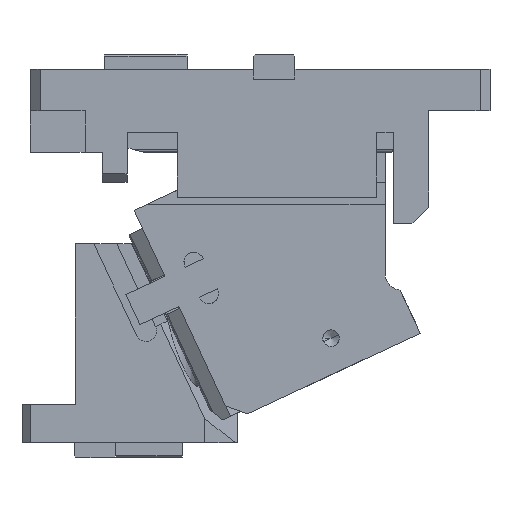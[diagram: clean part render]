
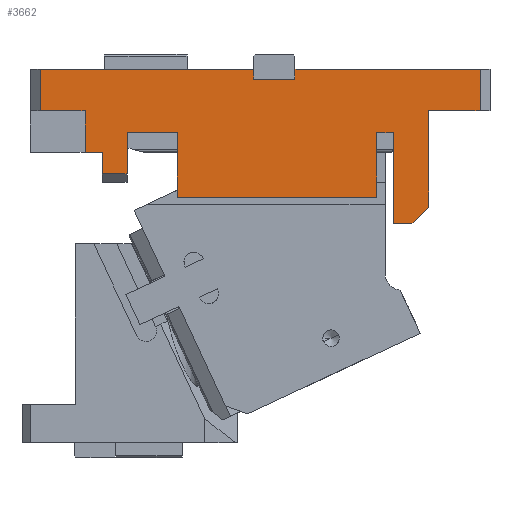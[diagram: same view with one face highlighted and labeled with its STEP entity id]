
A CAD part, front view. The second image highlights one B-rep face of the part: STEP entity #3662.
In plain terms, the highlighted planar face has unit normal (0, -1, 0).
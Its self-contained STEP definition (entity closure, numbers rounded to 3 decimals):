
#237=CARTESIAN_POINT('Vertex',(-229.,-42.5,159.05)) ;
#240=CARTESIAN_POINT('Line Origine',(-164.75,-42.5,159.05)) ;
#244=CARTESIAN_POINT('Vertex',(-100.5,-42.5,159.05)) ;
#1646=CARTESIAN_POINT('Vertex',(-229.,-42.5,134.05)) ;
#1649=CARTESIAN_POINT('Line Origine',(-229.,-42.5,146.55)) ;
#1980=CARTESIAN_POINT('Vertex',(-16.186,-42.5,66.05)) ;
#1983=CARTESIAN_POINT('Line Origine',(-16.186,-42.5,93.507)) ;
#1987=CARTESIAN_POINT('Vertex',(-16.186,-42.5,120.964)) ;
#2027=CARTESIAN_POINT('Vertex',(-5.,-42.5,66.05)) ;
#2030=CARTESIAN_POINT('Line Origine',(-10.593,-42.5,66.05)) ;
#2058=CARTESIAN_POINT('Vertex',(5.,-42.5,76.05)) ;
#2061=CARTESIAN_POINT('Line Origine',(0.,-42.5,71.05)) ;
#2082=CARTESIAN_POINT('Vertex',(5.,-42.5,134.05)) ;
#2087=CARTESIAN_POINT('Line Origine',(5.,-42.5,105.05)) ;
#2148=CARTESIAN_POINT('Vertex',(-75.5,-42.5,153.05)) ;
#2151=CARTESIAN_POINT('Line Origine',(-75.5,-42.5,156.05)) ;
#2155=CARTESIAN_POINT('Vertex',(-75.5,-42.5,159.05)) ;
#2184=CARTESIAN_POINT('Line Origine',(-100.5,-42.5,156.05)) ;
#2188=CARTESIAN_POINT('Vertex',(-100.5,-42.5,153.05)) ;
#2208=CARTESIAN_POINT('Line Origine',(-88.,-42.5,153.05)) ;
#2855=CARTESIAN_POINT('Line Origine',(-19.75,-42.5,159.05)) ;
#2859=CARTESIAN_POINT('Vertex',(36.,-42.5,159.05)) ;
#3026=CARTESIAN_POINT('Vertex',(36.,-42.5,134.05)) ;
#3029=CARTESIAN_POINT('Line Origine',(20.5,-42.5,134.05)) ;
#3103=CARTESIAN_POINT('Line Origine',(36.,-42.5,146.55)) ;
#3164=CARTESIAN_POINT('Vertex',(-176.686,-42.5,95.964)) ;
#3167=CARTESIAN_POINT('Line Origine',(-184.186,-42.5,95.964)) ;
#3171=CARTESIAN_POINT('Vertex',(-191.686,-42.5,95.964)) ;
#3457=CARTESIAN_POINT('Vertex',(-202.,-42.5,108.964)) ;
#3476=CARTESIAN_POINT('Vertex',(-191.686,-42.5,108.964)) ;
#3479=CARTESIAN_POINT('Line Origine',(-196.843,-42.5,108.964)) ;
#3504=CARTESIAN_POINT('Line Origine',(-191.686,-42.5,102.464)) ;
#3563=CARTESIAN_POINT('Vertex',(-176.686,-42.5,120.964)) ;
#3568=CARTESIAN_POINT('Line Origine',(-176.686,-42.5,108.464)) ;
#3587=CARTESIAN_POINT('Axis2P3D Location',(14.24,-42.5,25.57)) ;
#3592=CARTESIAN_POINT('Line Origine',(-161.531,-42.5,120.964)) ;
#3596=CARTESIAN_POINT('Vertex',(-146.376,-42.5,120.964)) ;
#3599=CARTESIAN_POINT('Line Origine',(-146.376,-42.5,101.464)) ;
#3603=CARTESIAN_POINT('Vertex',(-146.376,-42.5,81.964)) ;
#3606=CARTESIAN_POINT('Line Origine',(-86.376,-42.5,81.964)) ;
#3610=CARTESIAN_POINT('Vertex',(-26.376,-42.5,81.964)) ;
#3613=CARTESIAN_POINT('Line Origine',(-26.376,-42.5,101.464)) ;
#3617=CARTESIAN_POINT('Vertex',(-26.376,-42.5,120.964)) ;
#3620=CARTESIAN_POINT('Line Origine',(-21.281,-42.5,120.964)) ;
#3625=CARTESIAN_POINT('Line Origine',(-215.5,-42.5,134.05)) ;
#3629=CARTESIAN_POINT('Vertex',(-202.,-42.5,134.05)) ;
#3632=CARTESIAN_POINT('Line Origine',(-202.,-42.5,121.507)) ;
#241=DIRECTION('Vector Direction',(-1.,0.,0.)) ;
#1650=DIRECTION('Vector Direction',(0.,0.,-1.)) ;
#1984=DIRECTION('Vector Direction',(0.,0.,1.)) ;
#2031=DIRECTION('Vector Direction',(1.,0.,0.)) ;
#2062=DIRECTION('Vector Direction',(0.707,0.,0.707)) ;
#2088=DIRECTION('Vector Direction',(0.,0.,-1.)) ;
#2152=DIRECTION('Vector Direction',(0.,0.,1.)) ;
#2185=DIRECTION('Vector Direction',(0.,0.,1.)) ;
#2209=DIRECTION('Vector Direction',(-1.,0.,0.)) ;
#2856=DIRECTION('Vector Direction',(-1.,0.,0.)) ;
#3030=DIRECTION('Vector Direction',(1.,0.,0.)) ;
#3104=DIRECTION('Vector Direction',(0.,0.,1.)) ;
#3168=DIRECTION('Vector Direction',(1.,0.,0.)) ;
#3480=DIRECTION('Vector Direction',(1.,0.,0.)) ;
#3505=DIRECTION('Vector Direction',(0.,0.,-1.)) ;
#3569=DIRECTION('Vector Direction',(0.,0.,-1.)) ;
#3588=DIRECTION('Axis2P3D Direction',(0.,1.,0.)) ;
#3589=DIRECTION('Axis2P3D XDirection',(0.,0.,1.)) ;
#3593=DIRECTION('Vector Direction',(1.,0.,0.)) ;
#3600=DIRECTION('Vector Direction',(0.,0.,1.)) ;
#3607=DIRECTION('Vector Direction',(1.,0.,0.)) ;
#3614=DIRECTION('Vector Direction',(0.,0.,1.)) ;
#3621=DIRECTION('Vector Direction',(1.,0.,0.)) ;
#3626=DIRECTION('Vector Direction',(1.,0.,0.)) ;
#3633=DIRECTION('Vector Direction',(0.,0.,-1.)) ;
#3590=AXIS2_PLACEMENT_3D('Plane Axis2P3D',#3587,#3588,#3589) ;
#3638=ORIENTED_EDGE('',*,*,#3572,.F.) ;
#3639=ORIENTED_EDGE('',*,*,#3598,.T.) ;
#3640=ORIENTED_EDGE('',*,*,#3605,.F.) ;
#3641=ORIENTED_EDGE('',*,*,#3612,.T.) ;
#3642=ORIENTED_EDGE('',*,*,#3619,.T.) ;
#3643=ORIENTED_EDGE('',*,*,#3624,.T.) ;
#3644=ORIENTED_EDGE('',*,*,#1989,.F.) ;
#3645=ORIENTED_EDGE('',*,*,#2034,.T.) ;
#3646=ORIENTED_EDGE('',*,*,#2065,.T.) ;
#3647=ORIENTED_EDGE('',*,*,#2091,.F.) ;
#3648=ORIENTED_EDGE('',*,*,#3033,.T.) ;
#3649=ORIENTED_EDGE('',*,*,#3107,.T.) ;
#3650=ORIENTED_EDGE('',*,*,#2861,.T.) ;
#3651=ORIENTED_EDGE('',*,*,#2157,.F.) ;
#3652=ORIENTED_EDGE('',*,*,#2212,.T.) ;
#3653=ORIENTED_EDGE('',*,*,#2190,.T.) ;
#3654=ORIENTED_EDGE('',*,*,#246,.T.) ;
#3655=ORIENTED_EDGE('',*,*,#1653,.T.) ;
#3656=ORIENTED_EDGE('',*,*,#3631,.T.) ;
#3657=ORIENTED_EDGE('',*,*,#3636,.T.) ;
#3658=ORIENTED_EDGE('',*,*,#3483,.T.) ;
#3659=ORIENTED_EDGE('',*,*,#3508,.T.) ;
#3660=ORIENTED_EDGE('',*,*,#3173,.T.) ;
#242=VECTOR('Line Direction',#241,1.) ;
#1651=VECTOR('Line Direction',#1650,1.) ;
#1985=VECTOR('Line Direction',#1984,1.) ;
#2032=VECTOR('Line Direction',#2031,1.) ;
#2063=VECTOR('Line Direction',#2062,1.) ;
#2089=VECTOR('Line Direction',#2088,1.) ;
#2153=VECTOR('Line Direction',#2152,1.) ;
#2186=VECTOR('Line Direction',#2185,1.) ;
#2210=VECTOR('Line Direction',#2209,1.) ;
#2857=VECTOR('Line Direction',#2856,1.) ;
#3031=VECTOR('Line Direction',#3030,1.) ;
#3105=VECTOR('Line Direction',#3104,1.) ;
#3169=VECTOR('Line Direction',#3168,1.) ;
#3481=VECTOR('Line Direction',#3480,1.) ;
#3506=VECTOR('Line Direction',#3505,1.) ;
#3570=VECTOR('Line Direction',#3569,1.) ;
#3594=VECTOR('Line Direction',#3593,1.) ;
#3601=VECTOR('Line Direction',#3600,1.) ;
#3608=VECTOR('Line Direction',#3607,1.) ;
#3615=VECTOR('Line Direction',#3614,1.) ;
#3622=VECTOR('Line Direction',#3621,1.) ;
#3627=VECTOR('Line Direction',#3626,1.) ;
#3634=VECTOR('Line Direction',#3633,1.) ;
#3662=ADVANCED_FACE('CAM HOLDER',(#3661),#3591,.F.) ;
#246=EDGE_CURVE('',#245,#238,#243,.T.) ;
#1653=EDGE_CURVE('',#238,#1647,#1652,.T.) ;
#1989=EDGE_CURVE('',#1981,#1988,#1986,.T.) ;
#2034=EDGE_CURVE('',#1981,#2028,#2033,.T.) ;
#2065=EDGE_CURVE('',#2028,#2059,#2064,.T.) ;
#2091=EDGE_CURVE('',#2083,#2059,#2090,.T.) ;
#2157=EDGE_CURVE('',#2149,#2156,#2154,.T.) ;
#2190=EDGE_CURVE('',#2189,#245,#2187,.T.) ;
#2212=EDGE_CURVE('',#2149,#2189,#2211,.T.) ;
#2861=EDGE_CURVE('',#2860,#2156,#2858,.T.) ;
#3033=EDGE_CURVE('',#2083,#3027,#3032,.T.) ;
#3107=EDGE_CURVE('',#3027,#2860,#3106,.T.) ;
#3173=EDGE_CURVE('',#3172,#3165,#3170,.T.) ;
#3483=EDGE_CURVE('',#3458,#3477,#3482,.T.) ;
#3508=EDGE_CURVE('',#3477,#3172,#3507,.T.) ;
#3572=EDGE_CURVE('',#3564,#3165,#3571,.T.) ;
#3598=EDGE_CURVE('',#3564,#3597,#3595,.T.) ;
#3605=EDGE_CURVE('',#3604,#3597,#3602,.T.) ;
#3612=EDGE_CURVE('',#3604,#3611,#3609,.T.) ;
#3619=EDGE_CURVE('',#3611,#3618,#3616,.T.) ;
#3624=EDGE_CURVE('',#3618,#1988,#3623,.T.) ;
#3631=EDGE_CURVE('',#1647,#3630,#3628,.T.) ;
#3636=EDGE_CURVE('',#3630,#3458,#3635,.T.) ;
#3637=EDGE_LOOP('',(#3638,#3639,#3640,#3641,#3642,#3643,#3644,#3645,#3646,#3647,#3648,#3649,#3650,#3651,#3652,#3653,#3654,#3655,#3656,#3657,#3658,#3659,#3660)) ;
#3661=FACE_OUTER_BOUND('',#3637,.T.) ;
#243=LINE('Line',#240,#242) ;
#1652=LINE('Line',#1649,#1651) ;
#1986=LINE('Line',#1983,#1985) ;
#2033=LINE('Line',#2030,#2032) ;
#2064=LINE('Line',#2061,#2063) ;
#2090=LINE('Line',#2087,#2089) ;
#2154=LINE('Line',#2151,#2153) ;
#2187=LINE('Line',#2184,#2186) ;
#2211=LINE('Line',#2208,#2210) ;
#2858=LINE('Line',#2855,#2857) ;
#3032=LINE('Line',#3029,#3031) ;
#3106=LINE('Line',#3103,#3105) ;
#3170=LINE('Line',#3167,#3169) ;
#3482=LINE('Line',#3479,#3481) ;
#3507=LINE('Line',#3504,#3506) ;
#3571=LINE('Line',#3568,#3570) ;
#3595=LINE('Line',#3592,#3594) ;
#3602=LINE('Line',#3599,#3601) ;
#3609=LINE('Line',#3606,#3608) ;
#3616=LINE('Line',#3613,#3615) ;
#3623=LINE('Line',#3620,#3622) ;
#3628=LINE('Line',#3625,#3627) ;
#3635=LINE('Line',#3632,#3634) ;
#3591=PLANE('Plane',#3590) ;
#238=VERTEX_POINT('',#237) ;
#245=VERTEX_POINT('',#244) ;
#1647=VERTEX_POINT('',#1646) ;
#1981=VERTEX_POINT('',#1980) ;
#1988=VERTEX_POINT('',#1987) ;
#2028=VERTEX_POINT('',#2027) ;
#2059=VERTEX_POINT('',#2058) ;
#2083=VERTEX_POINT('',#2082) ;
#2149=VERTEX_POINT('',#2148) ;
#2156=VERTEX_POINT('',#2155) ;
#2189=VERTEX_POINT('',#2188) ;
#2860=VERTEX_POINT('',#2859) ;
#3027=VERTEX_POINT('',#3026) ;
#3165=VERTEX_POINT('',#3164) ;
#3172=VERTEX_POINT('',#3171) ;
#3458=VERTEX_POINT('',#3457) ;
#3477=VERTEX_POINT('',#3476) ;
#3564=VERTEX_POINT('',#3563) ;
#3597=VERTEX_POINT('',#3596) ;
#3604=VERTEX_POINT('',#3603) ;
#3611=VERTEX_POINT('',#3610) ;
#3618=VERTEX_POINT('',#3617) ;
#3630=VERTEX_POINT('',#3629) ;
